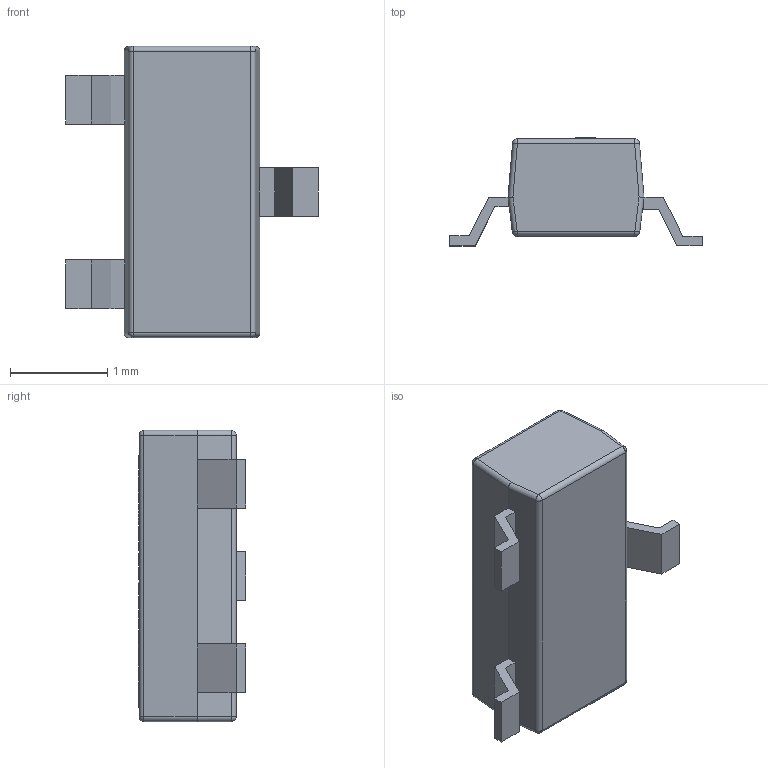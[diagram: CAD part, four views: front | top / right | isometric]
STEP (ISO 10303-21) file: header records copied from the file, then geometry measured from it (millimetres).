
FILE_DESCRIPTION (( 'STEP AP214' ), '1' );
FILE_NAME ('SOT-23_IRLML5203TRPBF.STEP', '2014-01-07T06:50:26', ( 'BT_YANFB_XUJUNRAN' ), ( '' ), 'SwSTEP 2.0', 'SolidWorks 2010', '' );
FILE_SCHEMA (( 'AUTOMOTIVE_DESIGN' ));
Length unit declared in the file: millimetre
Products named in the file (4): BAT54-Diode; BAT54-Diode-1; BAT54-Diode-0; SOT-23_IRLML5203TRPBF
Assembly tree (3 placements, depth 2):
  SOT-23_IRLML5203TRPBF
    BAT54-Diode-0
    BAT54-Diode-1
    BAT54-Diode
Bounding box: 2.6 x 1.11 x 3 mm (x, y, z)
Volume: 4.2 mm3; surface area: 19.6 mm2
Topology: 4 solids, 4 shells, 369 faces, 1009 edges, 658 vertices
Faces by surface type: plane 179, bspline 166, cylinder 16, sphere 8
Entity records: 26573 total; most frequent: CARTESIAN_POINT 14424, ORIENTED_EDGE 2002, DIRECTION 1107, EDGE_CURVE 1001, VERTEX_POINT 658, VECTOR 641, LINE 641, EDGE_LOOP 387
